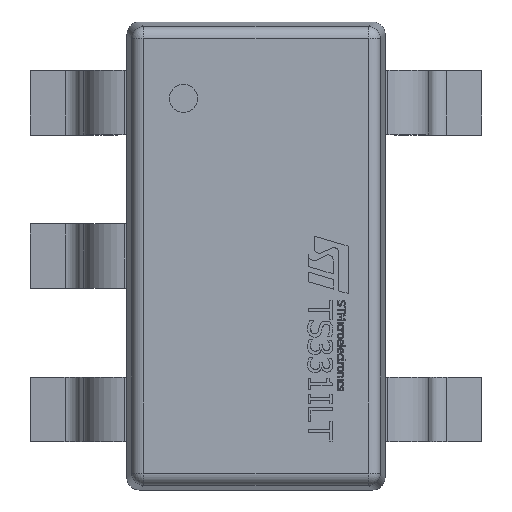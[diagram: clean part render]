
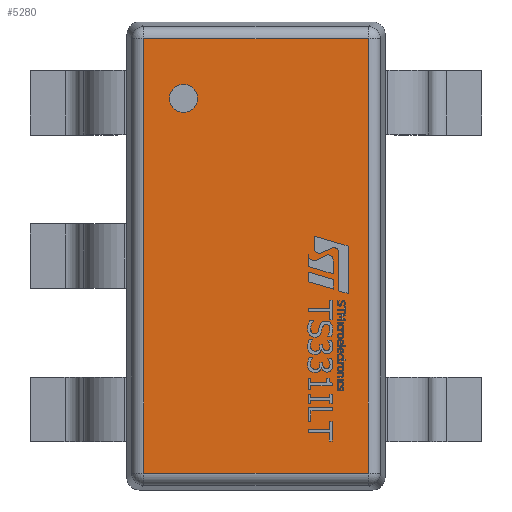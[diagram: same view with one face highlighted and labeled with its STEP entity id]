
A CAD part, top view. The second image highlights one B-rep face of the part: STEP entity #5280.
In plain terms, the highlighted planar face has unit normal (0, 0, 1).
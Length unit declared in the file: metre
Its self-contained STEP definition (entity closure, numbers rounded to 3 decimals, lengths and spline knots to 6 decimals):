
#3060 = EDGE_CURVE( '', #6055, #6156, #7610, .T. );
#3694 = EDGE_CURVE( '', #6224, #6055, #8527, .T. );
#4850 = EDGE_CURVE( '', #6156, #8396, #9998, .T. );
#5280 = ADVANCED_FACE( '', ( #10493 ), #10494, .T. );
#5446 = EDGE_CURVE( '', #8396, #6224, #10688, .T. );
#6055 = VERTEX_POINT( '', #11415 );
#6156 = VERTEX_POINT( '', #11556 );
#6224 = VERTEX_POINT( '', #11652 );
#7610 = LINE( '', #13658, #13659 );
#8396 = VERTEX_POINT( '', #14827 );
#8527 = LINE( '', #15033, #15034 );
#9998 = LINE( '', #17380, #17381 );
#10493 = FACE_OUTER_BOUND( '', #18204, .T. );
#10494 = PLANE( '', #18205 );
#10688 = LINE( '', #18522, #18523 );
#11415 = CARTESIAN_POINT( '', ( -0.000696, 0.001346, 0.0012 ) );
#11556 = CARTESIAN_POINT( '', ( -0.000696, -0.001346, 0.0012 ) );
#11652 = CARTESIAN_POINT( '', ( 0.000696, 0.001346, 0.0012 ) );
#13658 = CARTESIAN_POINT( '', ( -0.000696, 0.001346, 0.0012 ) );
#13659 = VECTOR( '', #21085, 1. );
#14827 = CARTESIAN_POINT( '', ( 0.000696, -0.001346, 0.0012 ) );
#15033 = CARTESIAN_POINT( '', ( 0.000696, 0.001346, 0.0012 ) );
#15034 = VECTOR( '', #22308, 1. );
#17380 = CARTESIAN_POINT( '', ( -0.000696, -0.001346, 0.0012 ) );
#17381 = VECTOR( '', #24467, 1. );
#18204 = EDGE_LOOP( '', ( #25190, #25191, #25192, #25193 ) );
#18205 = AXIS2_PLACEMENT_3D( '', #25194, #25195, #25196 );
#18522 = CARTESIAN_POINT( '', ( 0.000696, -0.001346, 0.0012 ) );
#18523 = VECTOR( '', #25497, 1. );
#21085 = DIRECTION( '', ( 0., -1., 0. ) );
#22308 = DIRECTION( '', ( -1., 0., 0. ) );
#24467 = DIRECTION( '', ( 1., 0., 0. ) );
#25190 = ORIENTED_EDGE( '', *, *, #3694, .T. );
#25191 = ORIENTED_EDGE( '', *, *, #3060, .T. );
#25192 = ORIENTED_EDGE( '', *, *, #4850, .T. );
#25193 = ORIENTED_EDGE( '', *, *, #5446, .T. );
#25194 = CARTESIAN_POINT( '', ( 0., 0., 0.0012 ) );
#25195 = DIRECTION( '', ( 0., 0., 1. ) );
#25196 = DIRECTION( '', ( 1., 0., 0. ) );
#25497 = DIRECTION( '', ( 0., 1., 0. ) );
